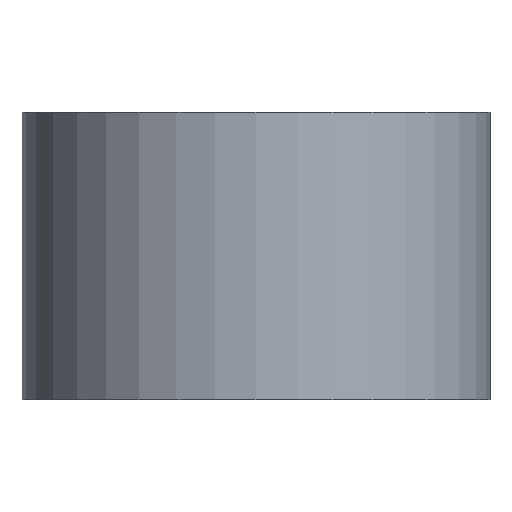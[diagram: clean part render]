
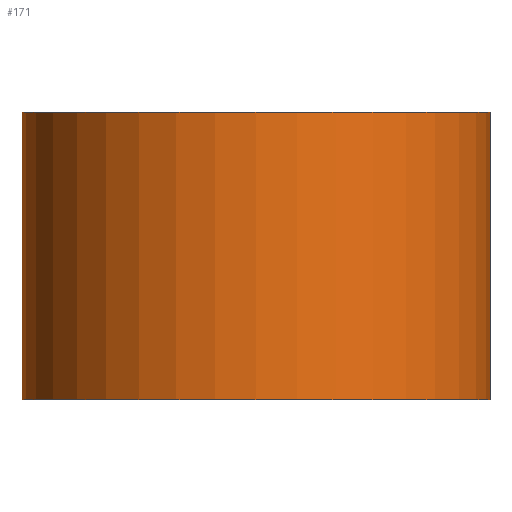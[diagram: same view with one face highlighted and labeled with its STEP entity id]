
A CAD part, front view. The second image highlights one B-rep face of the part: STEP entity #171.
In plain terms, the highlighted cylindrical face has radius 6.516 mm (diameter 13.032 mm), a full revolution.
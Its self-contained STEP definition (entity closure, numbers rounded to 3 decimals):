
#16=CIRCLE('',#196,6.516);
#17=CIRCLE('',#197,6.516);
#18=CYLINDRICAL_SURFACE('',#195,6.516);
#26=FACE_OUTER_BOUND('',#36,.T.);
#36=EDGE_LOOP('',(#143,#144,#145,#146));
#58=LINE('',#287,#77);
#77=VECTOR('',#238,7.);
#90=VERTEX_POINT('',#284);
#91=VERTEX_POINT('',#286);
#110=EDGE_CURVE('',#90,#90,#16,.F.);
#111=EDGE_CURVE('',#90,#91,#58,.T.);
#112=EDGE_CURVE('',#91,#91,#17,.F.);
#143=ORIENTED_EDGE('',*,*,#110,.F.);
#144=ORIENTED_EDGE('',*,*,#111,.T.);
#145=ORIENTED_EDGE('',*,*,#112,.T.);
#146=ORIENTED_EDGE('',*,*,#111,.F.);
#171=ADVANCED_FACE('',(#26),#18,.T.);
#195=AXIS2_PLACEMENT_3D('',#283,#234,#235);
#196=AXIS2_PLACEMENT_3D('',#285,#236,#237);
#197=AXIS2_PLACEMENT_3D('',#288,#239,#240);
#234=DIRECTION('center_axis',(0.,0.,1.));
#235=DIRECTION('ref_axis',(1.,0.,0.));
#236=DIRECTION('center_axis',(0.,0.,-1.));
#237=DIRECTION('ref_axis',(1.,0.,0.));
#238=DIRECTION('',(0.,0.,-1.));
#239=DIRECTION('center_axis',(0.,0.,-1.));
#240=DIRECTION('ref_axis',(1.,0.,0.));
#283=CARTESIAN_POINT('Origin',(0.,0.,0.));
#284=CARTESIAN_POINT('',(-6.516,0.,8.));
#285=CARTESIAN_POINT('Origin',(0.,0.,8.));
#286=CARTESIAN_POINT('',(-6.516,0.,0.));
#287=CARTESIAN_POINT('',(-6.516,0.,0.));
#288=CARTESIAN_POINT('Origin',(0.,0.,0.));
